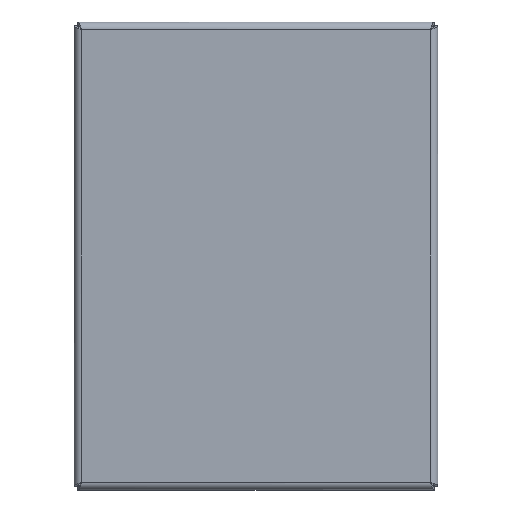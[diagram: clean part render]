
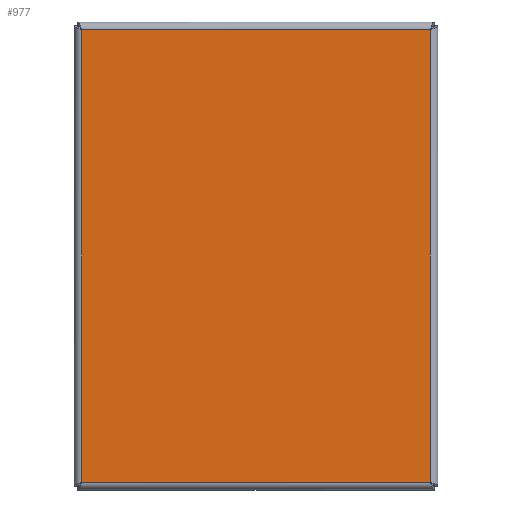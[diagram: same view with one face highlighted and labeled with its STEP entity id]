
A CAD part, front view. The second image highlights one B-rep face of the part: STEP entity #977.
In plain terms, the highlighted planar face has unit normal (0, -1, 0).
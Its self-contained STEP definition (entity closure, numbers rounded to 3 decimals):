
#75=LINE($,#1394,#159);
#91=LINE($,#1496,#175);
#106=LINE($,#1596,#190);
#121=LINE($,#1695,#205);
#159=VECTOR($,#1166,73.8);
#175=VECTOR($,#1196,95.8);
#190=VECTOR($,#1225,73.8);
#205=VECTOR($,#1254,95.8);
#294=FACE_OUTER_BOUND($,#372,.T.);
#372=EDGE_LOOP($,(#802,#803,#804,#805));
#424=VERTEX_POINT($,#1385);
#425=VERTEX_POINT($,#1393);
#436=VERTEX_POINT($,#1488);
#446=VERTEX_POINT($,#1588);
#504=EDGE_CURVE($,#425,#424,#75,.T.);
#524=EDGE_CURVE($,#424,#436,#91,.T.);
#543=EDGE_CURVE($,#436,#446,#106,.T.);
#562=EDGE_CURVE($,#446,#425,#121,.T.);
#802=ORIENTED_EDGE($,*,*,#504,.T.);
#803=ORIENTED_EDGE($,*,*,#524,.T.);
#804=ORIENTED_EDGE($,*,*,#543,.T.);
#805=ORIENTED_EDGE($,*,*,#562,.T.);
#849=PLANE($,#1053);
#977=ADVANCED_FACE($,(#294),#849,.T.);
#1053=AXIS2_PLACEMENT_3D($,#1781,#1279,#1280);
#1166=DIRECTION($,(1.,0.,0.));
#1196=DIRECTION($,(0.,0.,1.));
#1225=DIRECTION($,(-1.,0.,0.));
#1254=DIRECTION($,(0.,0.,-1.));
#1279=DIRECTION('center_axis',(0.,-1.,0.));
#1280=DIRECTION('ref_axis',(0.,0.,1.));
#1385=CARTESIAN_POINT('',(36.9,-21.3,-47.9));
#1393=CARTESIAN_POINT('',(-36.9,-21.3,-47.9));
#1394=CARTESIAN_POINT($,(-18.45,-21.3,-47.9));
#1488=CARTESIAN_POINT('',(36.9,-21.3,47.9));
#1496=CARTESIAN_POINT($,(36.9,-21.3,-23.95));
#1588=CARTESIAN_POINT('',(-36.9,-21.3,47.9));
#1596=CARTESIAN_POINT($,(18.45,-21.3,47.9));
#1695=CARTESIAN_POINT($,(-36.9,-21.3,23.95));
#1781=CARTESIAN_POINT('Origin',(0.,-21.3,0.));
